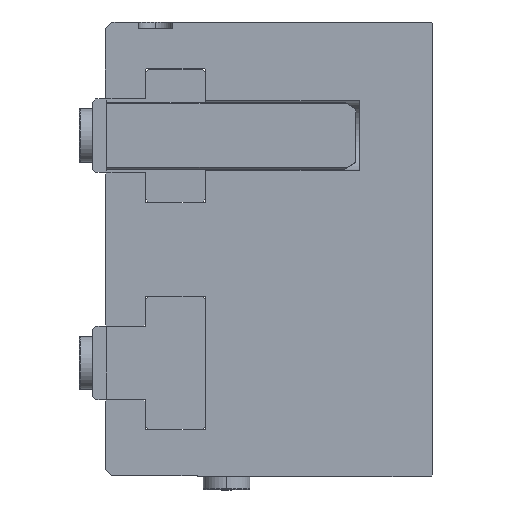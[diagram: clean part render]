
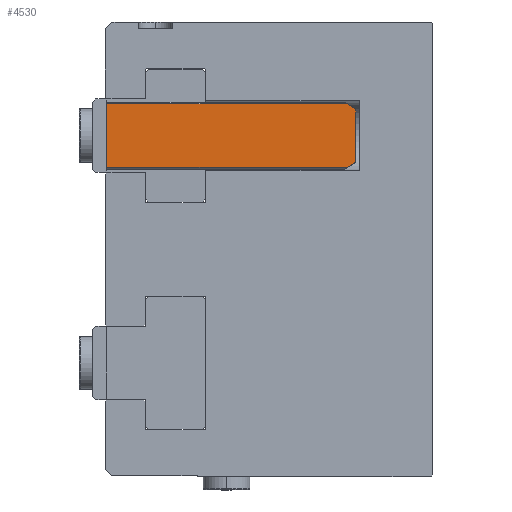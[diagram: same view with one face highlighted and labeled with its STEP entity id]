
A CAD part, left-side view. The second image highlights one B-rep face of the part: STEP entity #4530.
In plain terms, the highlighted planar face has unit normal (-1, 0, 0).
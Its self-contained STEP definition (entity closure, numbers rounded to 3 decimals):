
#36 = PLANE ( 'NONE',  #907 ) ;
#43 = EDGE_CURVE ( 'NONE', #7726, #7106, #2272, .T. ) ;
#139 = DIRECTION ( 'NONE',  ( 1., 0., 0. ) ) ;
#451 = CARTESIAN_POINT ( 'NONE',  ( 0., 0., 0. ) ) ;
#907 = AXIS2_PLACEMENT_3D ( 'NONE', #4246, #139, #10811 ) ;
#1055 = LINE ( 'NONE', #4474, #7274 ) ;
#1138 = ORIENTED_EDGE ( 'NONE', *, *, #5552, .F. ) ;
#1476 = DIRECTION ( 'NONE',  ( 0., 0., 1. ) ) ;
#1564 = LINE ( 'NONE', #451, #6253 ) ;
#1580 = LINE ( 'NONE', #7255, #3245 ) ;
#1910 = VERTEX_POINT ( 'NONE', #9244 ) ;
#2108 = CARTESIAN_POINT ( 'NONE',  ( 0., 2.634, 9.5 ) ) ;
#2272 = LINE ( 'NONE', #8088, #10791 ) ;
#2466 = ORIENTED_EDGE ( 'NONE', *, *, #8354, .F. ) ;
#2498 = VECTOR ( 'NONE', #9307, 1000. ) ;
#2636 = EDGE_CURVE ( 'NONE', #7106, #6860, #1564, .T. ) ;
#2687 = LINE ( 'NONE', #3413, #2498 ) ;
#2895 = ORIENTED_EDGE ( 'NONE', *, *, #9503, .F. ) ;
#3224 = EDGE_CURVE ( 'NONE', #10719, #7726, #4866, .T. ) ;
#3245 = VECTOR ( 'NONE', #1476, 1000. ) ;
#3413 = CARTESIAN_POINT ( 'NONE',  ( 0., 0., -7.979 ) ) ;
#3835 = CARTESIAN_POINT ( 'NONE',  ( 0., 74.5, 9.5 ) ) ;
#3903 = DIRECTION ( 'NONE',  ( 0., -0.866, -0.5 ) ) ;
#4246 = CARTESIAN_POINT ( 'NONE',  ( 0., 37.25, 0. ) ) ;
#4338 = ORIENTED_EDGE ( 'NONE', *, *, #3224, .F. ) ;
#4380 = CARTESIAN_POINT ( 'NONE',  ( 0., 0., 7.979 ) ) ;
#4452 = EDGE_LOOP ( 'NONE', ( #1138, #2895, #2466, #7805, #5815, #4338 ) ) ;
#4474 = CARTESIAN_POINT ( 'NONE',  ( 0., 37.25, -9.5 ) ) ;
#4530 = ADVANCED_FACE ( 'NONE', ( #7594 ), #36, .F. ) ;
#4866 = LINE ( 'NONE', #8045, #7614 ) ;
#5543 = VERTEX_POINT ( 'NONE', #5761 ) ;
#5552 = EDGE_CURVE ( 'NONE', #5543, #10719, #1580, .T. ) ;
#5761 = CARTESIAN_POINT ( 'NONE',  ( 0., 74.5, -9.5 ) ) ;
#5815 = ORIENTED_EDGE ( 'NONE', *, *, #43, .F. ) ;
#6253 = VECTOR ( 'NONE', #9710, 1000. ) ;
#6860 = VERTEX_POINT ( 'NONE', #10483 ) ;
#7106 = VERTEX_POINT ( 'NONE', #4380 ) ;
#7255 = CARTESIAN_POINT ( 'NONE',  ( 0., 74.5, 10. ) ) ;
#7274 = VECTOR ( 'NONE', #7768, 1000. ) ;
#7594 = FACE_OUTER_BOUND ( 'NONE', #4452, .T. ) ;
#7614 = VECTOR ( 'NONE', #10481, 1000. ) ;
#7726 = VERTEX_POINT ( 'NONE', #2108 ) ;
#7768 = DIRECTION ( 'NONE',  ( 0., 1., 0. ) ) ;
#7805 = ORIENTED_EDGE ( 'NONE', *, *, #2636, .F. ) ;
#8045 = CARTESIAN_POINT ( 'NONE',  ( 0., 37.25, 9.5 ) ) ;
#8088 = CARTESIAN_POINT ( 'NONE',  ( 0., 2.634, 9.5 ) ) ;
#8354 = EDGE_CURVE ( 'NONE', #6860, #1910, #2687, .T. ) ;
#9244 = CARTESIAN_POINT ( 'NONE',  ( 0., 2.634, -9.5 ) ) ;
#9307 = DIRECTION ( 'NONE',  ( 0., 0.866, -0.5 ) ) ;
#9503 = EDGE_CURVE ( 'NONE', #1910, #5543, #1055, .T. ) ;
#9710 = DIRECTION ( 'NONE',  ( 0., 0., -1. ) ) ;
#10481 = DIRECTION ( 'NONE',  ( 0., -1., 0. ) ) ;
#10483 = CARTESIAN_POINT ( 'NONE',  ( 0., 0., -7.979 ) ) ;
#10719 = VERTEX_POINT ( 'NONE', #3835 ) ;
#10791 = VECTOR ( 'NONE', #3903, 1000. ) ;
#10811 = DIRECTION ( 'NONE',  ( 0., 0., -1. ) ) ;
